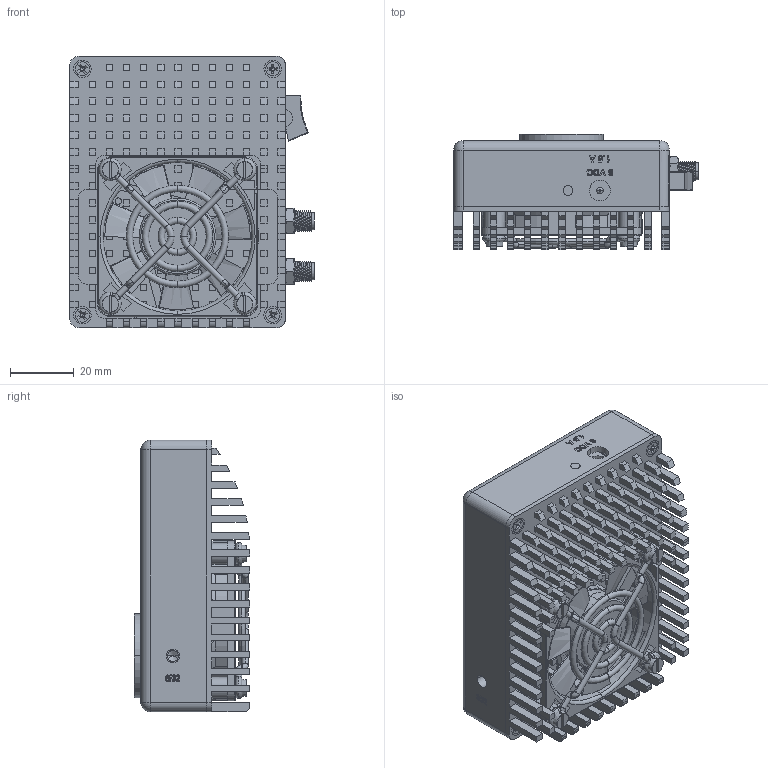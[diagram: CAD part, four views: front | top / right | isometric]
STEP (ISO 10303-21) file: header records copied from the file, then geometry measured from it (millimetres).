
FILE_DESCRIPTION (( 'STEP AP203' ), '1' );
FILE_NAME ('SCPM rev B var2.STEP', '2011-06-15T11:43:27', ( 'tempinstall' ), ( '' ), 'SwSTEP 2.0', 'SolidWorks 2011', '' );
FILE_SCHEMA (( 'CONFIG_CONTROL_DESIGN' ));
Length unit declared in the file: millimetre
Products named in the file (1): SCPM rev B var2
Bounding box: 76.54 x 36.2 x 85 mm (x, y, z)
Surface area: 79823.3 mm2 (no closed solid volume)
Topology: 0 solids, 38 shells, 4298 faces, 11338 edges, 7397 vertices
Faces by surface type: plane 2831, bspline 614, cylinder 552, cone 180, torus 117, sphere 4
Entity records: 166618 total; most frequent: CARTESIAN_POINT 63762, ORIENTED_EDGE 22576, DIRECTION 18716, EDGE_CURVE 11288, VECTOR 8272, LINE 8272, VERTEX_POINT 7397, AXIS2_PLACEMENT_3D 5222
